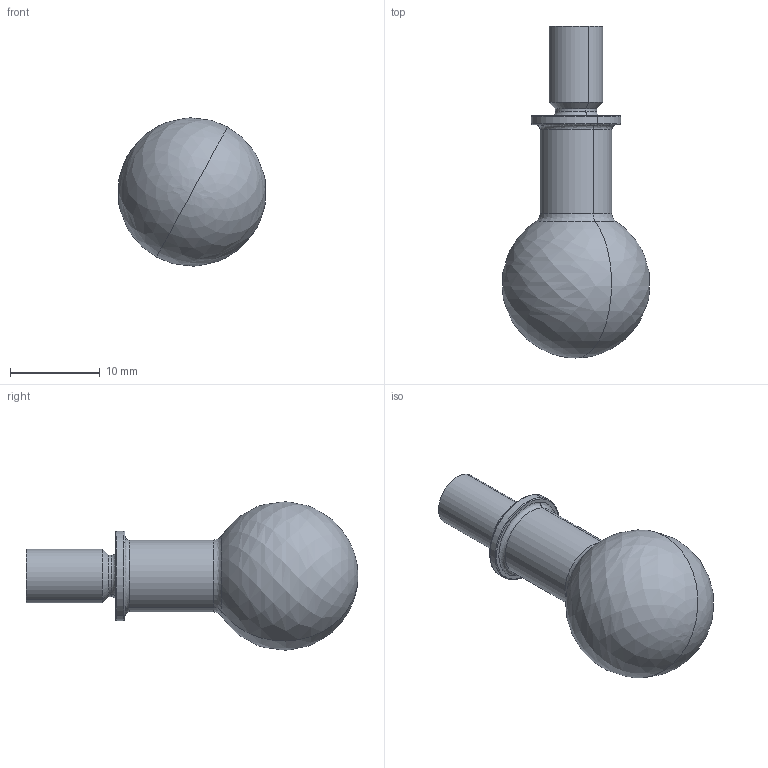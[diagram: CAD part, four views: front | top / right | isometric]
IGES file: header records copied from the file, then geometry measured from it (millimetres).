
Start section: START RECORD GO HERE.
Global section: file name: rotule-filetee.igs; native system: DASSAULT SYSTEMES CATIA V5 R20 - www.3ds.com; preprocessor: CATIA Version 5 Release 20 ; author: remi; organization: TI_COEUR; date: 20181020.131310; units: millimetre
Bounding box: 16.37 x 36.94 x 16.49 mm (x, y, z)
Surface area: 1389.6 mm2 (no closed solid volume)
Topology: 0 solids, 0 shells, 25 faces, 98 edges, 96 vertices
Faces by surface type: revolution 22, plane 3
